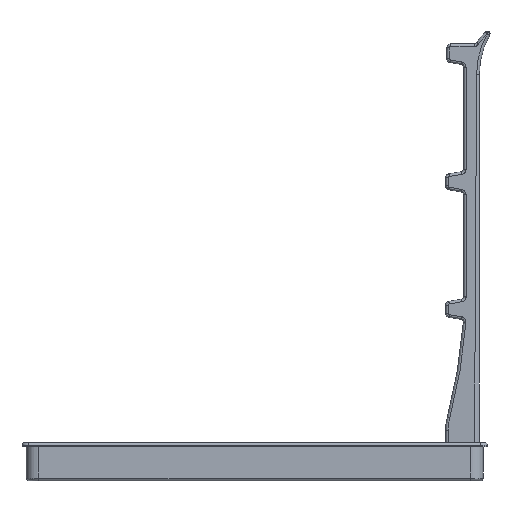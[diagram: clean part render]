
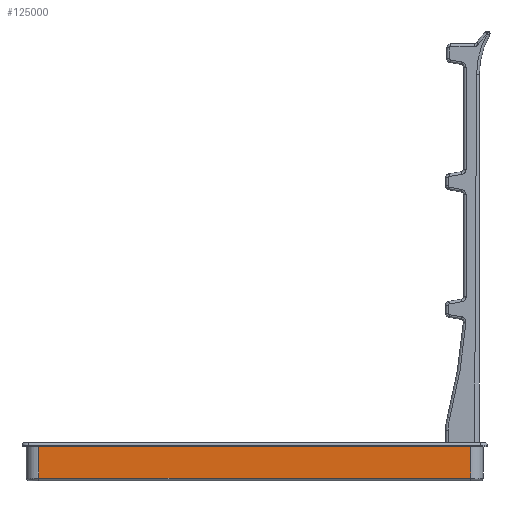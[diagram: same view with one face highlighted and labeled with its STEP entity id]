
A CAD part, left-side view. The second image highlights one B-rep face of the part: STEP entity #125000.
In plain terms, the highlighted planar face has unit normal (-1, -0.002, 0).
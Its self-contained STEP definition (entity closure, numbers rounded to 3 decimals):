
#109130=CARTESIAN_POINT('',(-1.5,0.,245.));
#109140=DIRECTION('',(0.,1.,0.));
#109150=VECTOR('',#109140,1.);
#109160=LINE('',#109130,#109150);
#109170=CARTESIAN_POINT('',(-1.5,2.,245.));
#109180=VERTEX_POINT('',#109170);
#109190=CARTESIAN_POINT('',(-1.5,14.,245.));
#109200=VERTEX_POINT('',#109190);
#109210=EDGE_CURVE('',#109180,#109200,#109160,.T.);
#114800=CARTESIAN_POINT('',(-1.5,14.,80.7));
#114810=VERTEX_POINT('',#114800);
#114900=CARTESIAN_POINT('',(-1.5,14.,0.));
#114910=DIRECTION('',(-0.,0.,-1.));
#114920=VECTOR('',#114910,1.);
#114930=LINE('',#114900,#114920);
#114940=EDGE_CURVE('',#109200,#114810,#114930,.T.);
#121830=CARTESIAN_POINT('',(-1.5,0.,80.7));
#121840=DIRECTION('',(0.,-1.,0.));
#121850=VECTOR('',#121840,1.);
#121860=LINE('',#121830,#121850);
#121870=CARTESIAN_POINT('',(-1.5,2.,80.7));
#121880=VERTEX_POINT('',#121870);
#121890=EDGE_CURVE('',#114810,#121880,#121860,.T.);
#124840=CARTESIAN_POINT('',(-1.5,8.75,123.55));
#124850=DIRECTION('',(-1.,0.,0.));
#124860=DIRECTION('',(0.,1.,0.));
#124870=AXIS2_PLACEMENT_3D('',#124840,#124850,#124860);
#124880=PLANE('',#124870);
#124890=ORIENTED_EDGE('',*,*,#109210,.T.);
#124900=CARTESIAN_POINT('',(-1.5,2.,0.));
#124910=DIRECTION('',(0.,0.,1.));
#124920=VECTOR('',#124910,1.);
#124930=LINE('',#124900,#124920);
#124940=EDGE_CURVE('',#121880,#109180,#124930,.T.);
#124950=ORIENTED_EDGE('',*,*,#124940,.T.);
#124960=ORIENTED_EDGE('',*,*,#121890,.T.);
#124970=ORIENTED_EDGE('',*,*,#114940,.T.);
#124980=EDGE_LOOP('',(#124970,#124960,#124950,#124890));
#124990=FACE_OUTER_BOUND('',#124980,.T.);
#125000=ADVANCED_FACE('',(#124990),#124880,.T.);
